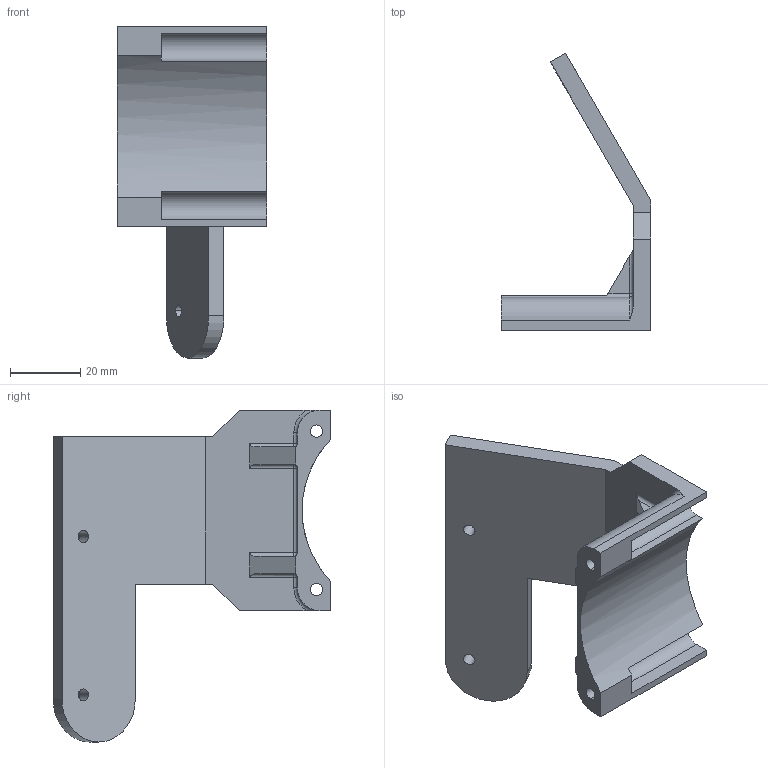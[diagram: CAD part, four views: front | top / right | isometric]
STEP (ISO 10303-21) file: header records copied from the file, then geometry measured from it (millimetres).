
FILE_DESCRIPTION (( 'STEP AP203' ), '1' );
FILE_NAME ('源笸D435懈笢.STEP', '2025-10-20T03:15:51', ( '' ), ( '' ), 'SwSTEP 2.0', 'SolidWorks 2025', '' );
FILE_SCHEMA (( 'CONFIG_CONTROL_DESIGN' ));
Length unit declared in the file: millimetre
Products named in the file (1): 方舟D435居中
Bounding box: 42.5 x 78.81 x 94.27 mm (x, y, z)
Volume: 31908.8 mm3; surface area: 17293.9 mm2
Topology: 1 solids, 1 shells, 63 faces, 173 edges, 108 vertices
Faces by surface type: plane 32, cylinder 25, sphere 4, torus 2
Entity records: 2108 total; most frequent: CARTESIAN_POINT 423, ORIENTED_EDGE 338, DIRECTION 337, EDGE_CURVE 169, AXIS2_PLACEMENT_3D 114, LINE 109, VECTOR 109, VERTEX_POINT 108
